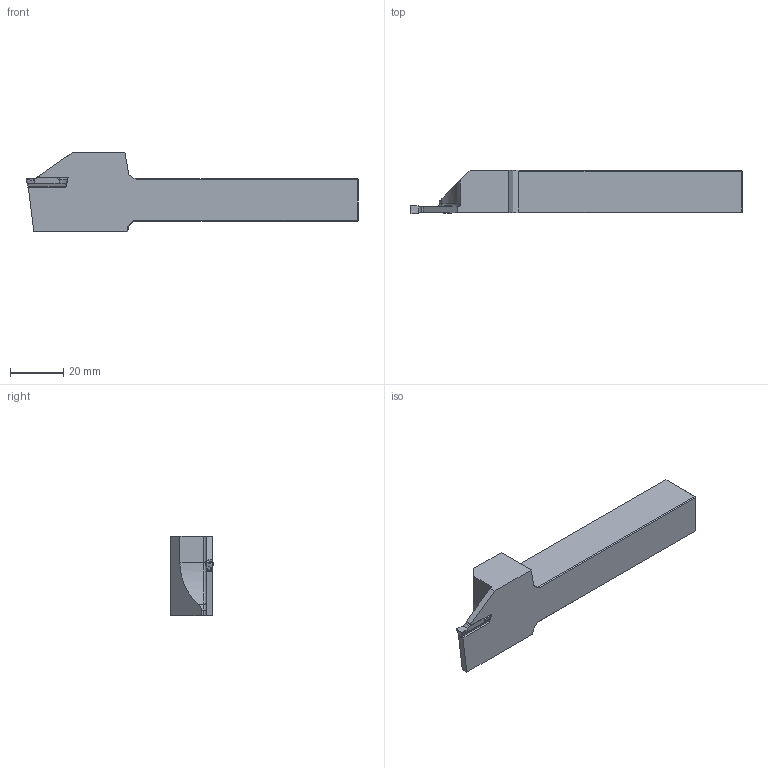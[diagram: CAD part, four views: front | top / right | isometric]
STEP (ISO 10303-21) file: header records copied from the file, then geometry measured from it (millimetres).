
FILE_DESCRIPTION(/* description */ (''),/* implementation_level */ '2;1');
FILE_NAME(/* name */ 'ADKT-IG-R-1616-3-T18.stp',/* time_stamp */ '2023-10-16T23:07:51+03:00',/* author */ (''),/* organization */ (''),/* preprocessor_version */ 'ST-DEVELOPER v19.4',/* originating_system */ 'SIEMENS PLM Software NX2306.3001',/* authorisation */ '');
FILE_SCHEMA (('AUTOMOTIVE_DESIGN { 1 0 10303 214 3 1 1 1 }'));
Length unit declared in the file: millimetre
Products named in the file (1): ADKT-IG-R-1616-3-T18-light
Bounding box: 125.01 x 16.29 x 30 mm (x, y, z)
Volume: 32799 mm3; surface area: 9149.8 mm2
Topology: 2 solids, 2 shells, 119 faces, 311 edges, 196 vertices
Faces by surface type: plane 50, bspline 50, cylinder 17, torus 2
Entity records: 10771 total; most frequent: CARTESIAN_POINT 7769, ORIENTED_EDGE 622, EDGE_CURVE 311, DIRECTION 304, VERTEX_POINT 196, B_SPLINE_CURVE_WITH_KNOTS 169, LINE 120, VECTOR 120
